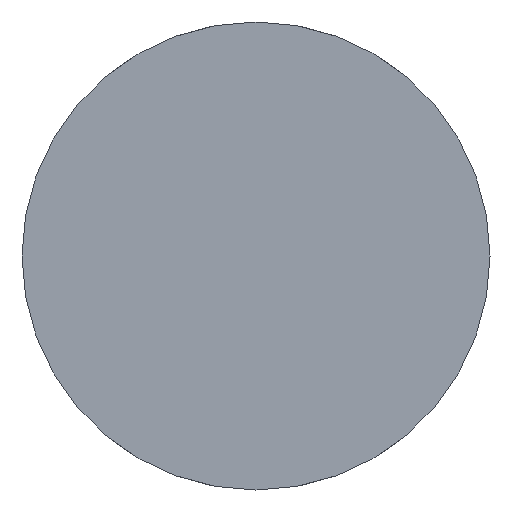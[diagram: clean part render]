
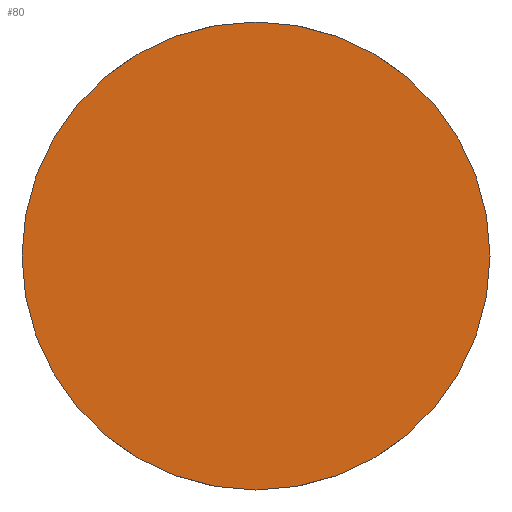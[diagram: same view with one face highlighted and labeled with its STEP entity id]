
A CAD part, front view. The second image highlights one B-rep face of the part: STEP entity #80.
In plain terms, the highlighted planar face has unit normal (0, -1, 0).
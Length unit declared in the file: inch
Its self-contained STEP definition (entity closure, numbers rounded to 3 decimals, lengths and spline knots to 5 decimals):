
#4 = CARTESIAN_POINT ( 'NONE',  ( 1.46, 0., 0. ) ) ;
#6 = EDGE_CURVE ( 'NONE', #108, #123, #57, .T. ) ;
#9 = EDGE_CURVE ( 'NONE', #123, #108, #140, .T. ) ;
#10 = CARTESIAN_POINT ( 'NONE',  ( 0., 0., 0. ) ) ;
#22 = AXIS2_PLACEMENT_3D ( 'NONE', #95, #36, #47 ) ;
#23 = ORIENTED_EDGE ( 'NONE', *, *, #6, .T. ) ;
#36 = DIRECTION ( 'NONE',  ( 0., -1., 0. ) ) ;
#47 = DIRECTION ( 'NONE',  ( 0., 0., -1. ) ) ;
#57 = CIRCLE ( 'NONE', #78, 1.46 ) ;
#58 = FACE_OUTER_BOUND ( 'NONE', #61, .T. ) ;
#61 = EDGE_LOOP ( 'NONE', ( #23, #67 ) ) ;
#63 = CARTESIAN_POINT ( 'NONE',  ( -1.46, 0., 0. ) ) ;
#67 = ORIENTED_EDGE ( 'NONE', *, *, #9, .T. ) ;
#72 = DIRECTION ( 'NONE',  ( 0., -1., 0. ) ) ;
#76 = PLANE ( 'NONE',  #22 ) ;
#78 = AXIS2_PLACEMENT_3D ( 'NONE', #81, #141, #93 ) ;
#80 = ADVANCED_FACE ( 'NONE', ( #58 ), #76, .T. ) ;
#81 = CARTESIAN_POINT ( 'NONE',  ( 0., 0., 0. ) ) ;
#93 = DIRECTION ( 'NONE',  ( 0., 0., -1. ) ) ;
#95 = CARTESIAN_POINT ( 'NONE',  ( 0., 0., 0. ) ) ;
#99 = AXIS2_PLACEMENT_3D ( 'NONE', #10, #72, #120 ) ;
#108 = VERTEX_POINT ( 'NONE', #63 ) ;
#120 = DIRECTION ( 'NONE',  ( 0., 0., -1. ) ) ;
#123 = VERTEX_POINT ( 'NONE', #4 ) ;
#140 = CIRCLE ( 'NONE', #99, 1.46 ) ;
#141 = DIRECTION ( 'NONE',  ( 0., -1., 0. ) ) ;
